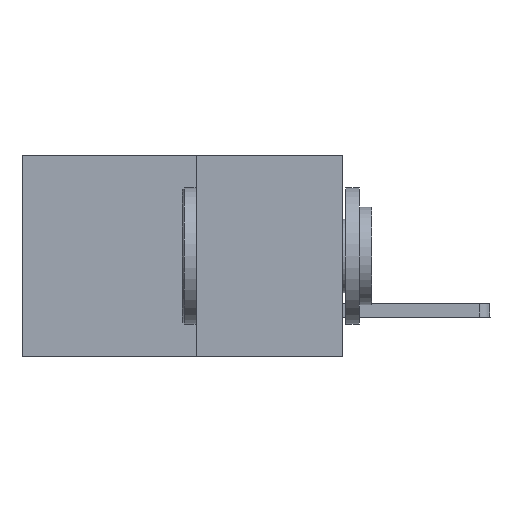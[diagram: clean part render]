
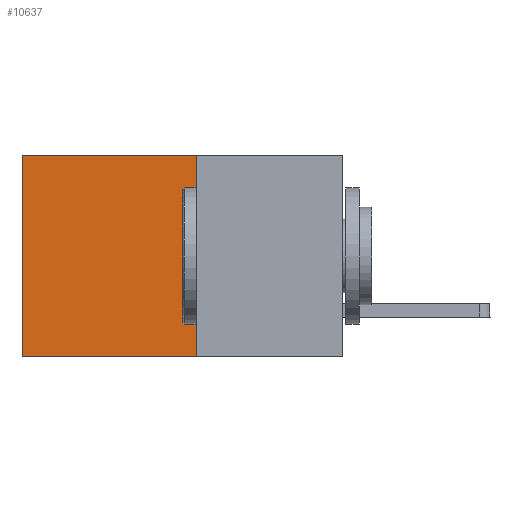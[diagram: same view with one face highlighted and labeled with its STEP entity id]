
A CAD part, left-side view. The second image highlights one B-rep face of the part: STEP entity #10637.
In plain terms, the highlighted planar face has unit normal (-1, 0, 0).
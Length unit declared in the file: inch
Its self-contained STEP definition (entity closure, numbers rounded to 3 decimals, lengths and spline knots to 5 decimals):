
#666 = DIRECTION ( 'NONE',  ( 1., 0., 0. ) ) ;
#795 = CARTESIAN_POINT ( 'NONE',  ( 0.277, 0.27, 0. ) ) ;
#1028 = DIRECTION ( 'NONE',  ( 0., 0., -1. ) ) ;
#1218 = CARTESIAN_POINT ( 'NONE',  ( 0.277, 0.27, -0.37 ) ) ;
#1262 = VERTEX_POINT ( 'NONE', #1218 ) ;
#1337 = VECTOR ( 'NONE', #5598, 39.37008 ) ;
#1635 = LINE ( 'NONE', #9341, #8474 ) ;
#1791 = VERTEX_POINT ( 'NONE', #5148 ) ;
#2000 = DIRECTION ( 'NONE',  ( 0., 1., 0. ) ) ;
#2577 = DIRECTION ( 'NONE',  ( 0., 0., -1. ) ) ;
#2619 = DIRECTION ( 'NONE',  ( 0., 0., -1. ) ) ;
#2650 = EDGE_LOOP ( 'NONE', ( #9919, #8853, #6053, #3097 ) ) ;
#2758 = CARTESIAN_POINT ( 'NONE',  ( 0.277, 0.27, -0.37 ) ) ;
#3097 = ORIENTED_EDGE ( 'NONE', *, *, #11205, .T. ) ;
#3159 = LINE ( 'NONE', #2758, #1337 ) ;
#3383 = FACE_OUTER_BOUND ( 'NONE', #2650, .T. ) ;
#4375 = PLANE ( 'NONE',  #10239 ) ;
#4849 = VERTEX_POINT ( 'NONE', #7444 ) ;
#4978 = CARTESIAN_POINT ( 'NONE',  ( 0.277, 0.59, -0.37 ) ) ;
#5148 = CARTESIAN_POINT ( 'NONE',  ( 0.277, 0.59, -0.37 ) ) ;
#5598 = DIRECTION ( 'NONE',  ( 0., 1., 0. ) ) ;
#6053 = ORIENTED_EDGE ( 'NONE', *, *, #11068, .F. ) ;
#7343 = EDGE_CURVE ( 'NONE', #4849, #1791, #9720, .T. ) ;
#7444 = CARTESIAN_POINT ( 'NONE',  ( 0.277, 0.59, 0. ) ) ;
#8267 = VECTOR ( 'NONE', #2000, 39.37008 ) ;
#8474 = VECTOR ( 'NONE', #2619, 39.37008 ) ;
#8513 = EDGE_CURVE ( 'NONE', #1262, #1791, #3159, .T. ) ;
#8537 = LINE ( 'NONE', #10455, #8267 ) ;
#8853 = ORIENTED_EDGE ( 'NONE', *, *, #8513, .F. ) ;
#9167 = CARTESIAN_POINT ( 'NONE',  ( 0.277, 0.27, -0.37 ) ) ;
#9341 = CARTESIAN_POINT ( 'NONE',  ( 0.277, 0.27, -0.37 ) ) ;
#9423 = VECTOR ( 'NONE', #1028, 39.37008 ) ;
#9720 = LINE ( 'NONE', #4978, #9423 ) ;
#9919 = ORIENTED_EDGE ( 'NONE', *, *, #7343, .T. ) ;
#10239 = AXIS2_PLACEMENT_3D ( 'NONE', #9167, #666, #2577 ) ;
#10374 = VERTEX_POINT ( 'NONE', #795 ) ;
#10455 = CARTESIAN_POINT ( 'NONE',  ( 0.277, 0.27, 0. ) ) ;
#10637 = ADVANCED_FACE ( 'NONE', ( #3383 ), #4375, .F. ) ;
#11068 = EDGE_CURVE ( 'NONE', #10374, #1262, #1635, .T. ) ;
#11205 = EDGE_CURVE ( 'NONE', #10374, #4849, #8537, .T. ) ;
